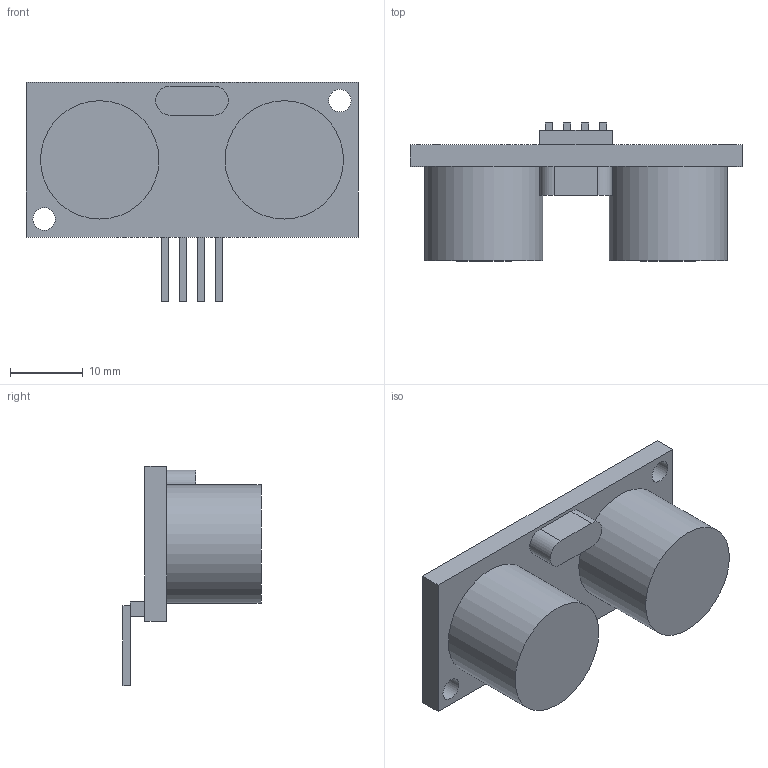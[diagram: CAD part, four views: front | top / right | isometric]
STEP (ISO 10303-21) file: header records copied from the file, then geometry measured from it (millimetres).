
FILE_DESCRIPTION(/* description */ (''),/* implementation_level */ '2;1');
FILE_NAME(/* name */ 'Sonar Module v4.step',/* time_stamp */ '2019-10-16T20:14:44+01:00',/* author */ (''),/* organization */ (''),/* preprocessor_version */ 'ST-DEVELOPER v18',/* originating_system */ 'Autodesk Translation Framework v8.6.0.1094',/* authorisation */ '');
FILE_SCHEMA (('AUTOMOTIVE_DESIGN { 1 0 10303 214 3 1 1 }'));
Length unit declared in the file: millimetre
Products named in the file (1): Sonar Module
Bounding box: 45.7 x 19 x 30.15 mm (x, y, z)
Volume: 8530.6 mm3; surface area: 4026.6 mm2
Topology: 1 solids, 1 shells, 46 faces, 112 edges, 72 vertices
Faces by surface type: plane 40, cylinder 6
Full cylindrical faces by diameter (mm): 3.1 x2, 16.3 x2
Entity records: 1403 total; most frequent: CARTESIAN_POINT 231, ORIENTED_EDGE 224, DIRECTION 218, EDGE_CURVE 112, LINE 100, VECTOR 100, VERTEX_POINT 72, AXIS2_PLACEMENT_3D 59
